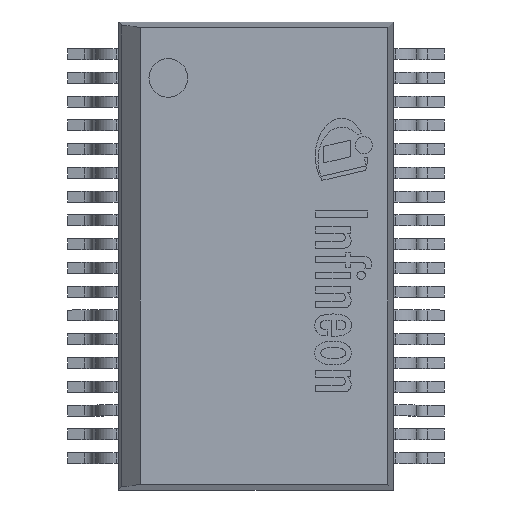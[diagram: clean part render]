
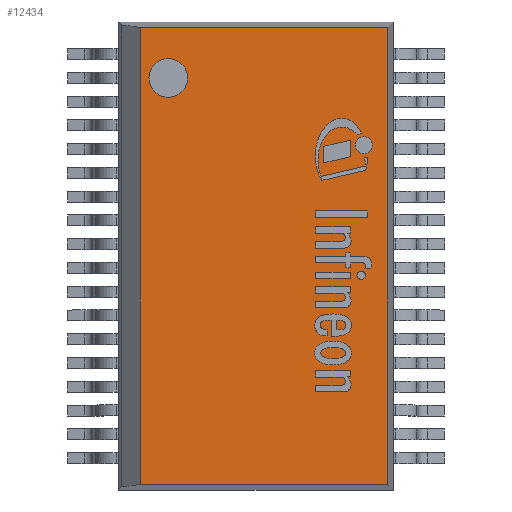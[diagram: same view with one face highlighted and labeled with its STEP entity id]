
A CAD part, top view. The second image highlights one B-rep face of the part: STEP entity #12434.
In plain terms, the highlighted planar face has unit normal (0, 0, 1).
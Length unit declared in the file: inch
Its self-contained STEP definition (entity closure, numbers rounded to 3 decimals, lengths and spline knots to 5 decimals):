
#125=LINE('',#18347,#1475);
#126=LINE('',#18350,#1476);
#127=LINE('',#18352,#1477);
#128=LINE('',#18353,#1478);
#1475=VECTOR('',#14485,1.);
#1476=VECTOR('',#14488,1.);
#1477=VECTOR('',#14489,1.);
#1478=VECTOR('',#14490,1.);
#2824=PLANE('',#13220);
#3292=FACE_BOUND('',#4036,.T.);
#3303=FACE_OUTER_BOUND('',#4035,.T.);
#4035=EDGE_LOOP('',(#8428,#8429,#8430,#8431));
#4036=EDGE_LOOP('',(#8432));
#4772=CIRCLE('',#13217,0.52915);
#5296=VERTEX_POINT('',#18336);
#5298=VERTEX_POINT('',#18341);
#5300=VERTEX_POINT('',#18345);
#5301=VERTEX_POINT('',#18349);
#5302=VERTEX_POINT('',#18351);
#6548=EDGE_CURVE('',#5296,#5296,#4772,.T.);
#6552=EDGE_CURVE('',#5298,#5300,#125,.T.);
#6553=EDGE_CURVE('',#5301,#5300,#126,.T.);
#6554=EDGE_CURVE('',#5302,#5301,#127,.T.);
#6555=EDGE_CURVE('',#5298,#5302,#128,.T.);
#8428=ORIENTED_EDGE('',*,*,#6552,.T.);
#8429=ORIENTED_EDGE('',*,*,#6553,.F.);
#8430=ORIENTED_EDGE('',*,*,#6554,.F.);
#8431=ORIENTED_EDGE('',*,*,#6555,.F.);
#8432=ORIENTED_EDGE('',*,*,#6548,.T.);
#12434=ADVANCED_FACE('',(#3303,#3292),#2824,.T.);
#13217=AXIS2_PLACEMENT_3D('',#18337,#14476,#14477);
#13220=AXIS2_PLACEMENT_3D('',#18348,#14486,#14487);
#14476=DIRECTION('center_axis',(0.,0.,-1.));
#14477=DIRECTION('ref_axis',(0.,-1.,0.));
#14485=DIRECTION('',(0.,-1.,0.));
#14486=DIRECTION('center_axis',(0.,0.,1.));
#14487=DIRECTION('ref_axis',(0.,-1.,0.));
#14488=DIRECTION('',(-1.,0.,0.));
#14489=DIRECTION('',(0.,-1.,0.));
#14490=DIRECTION('',(1.,0.,0.));
#18336=CARTESIAN_POINT('',(-2.4,4.34085,2.65));
#18337=CARTESIAN_POINT('Origin',(-2.4,4.87,2.65));
#18341=CARTESIAN_POINT('',(-3.16743,6.24716,2.65));
#18345=CARTESIAN_POINT('',(-3.16743,-6.24716,2.65));
#18347=CARTESIAN_POINT('',(-3.16743,-4.85993,2.65));
#18348=CARTESIAN_POINT('Origin',(0.,0.,
2.65));
#18349=CARTESIAN_POINT('',(3.59716,-6.24716,2.65));
#18350=CARTESIAN_POINT('',(3.75,-6.24716,2.65));
#18351=CARTESIAN_POINT('',(3.59716,6.24716,2.65));
#18352=CARTESIAN_POINT('',(3.59716,6.4,2.65));
#18353=CARTESIAN_POINT('',(-3.75,6.24716,2.65));
